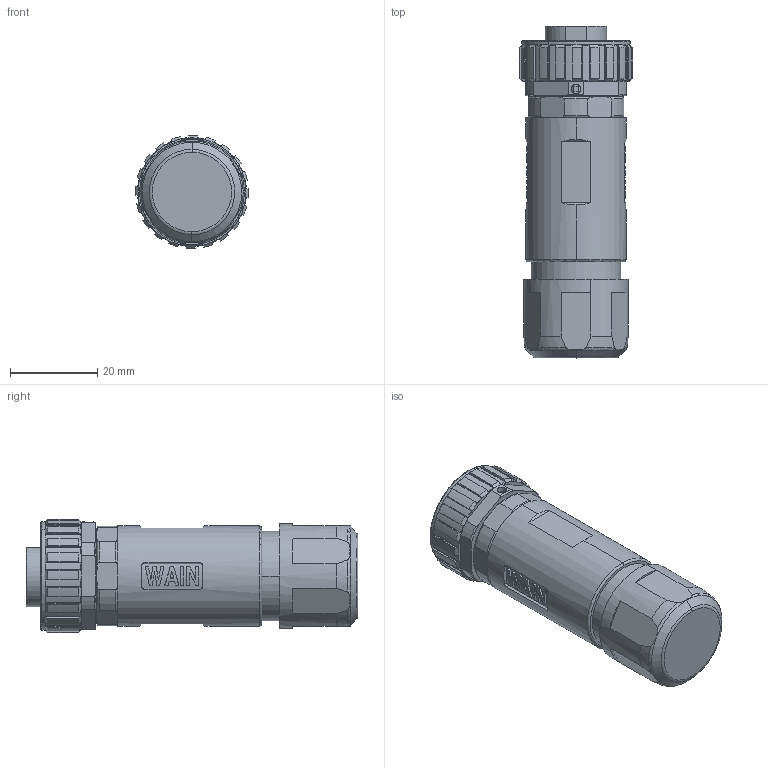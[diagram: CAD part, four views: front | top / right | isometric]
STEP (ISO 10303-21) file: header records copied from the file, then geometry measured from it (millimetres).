
FILE_DESCRIPTION((''),'2;1');
FILE_NAME('3D_1680044213002_7_8-F04-T-D12_','2020-12-08T',('tc.chen'),(''),'PRO/ENGINEER BY PARAMETRIC TECHNOLOGY CORPORATION, 2012480','PRO/ENGINEER BY PARAMETRIC TECHNOLOGY CORPORATION, 2012480','');
FILE_SCHEMA(('AUTOMOTIVE_DESIGN { 1 0 10303 214 1 1 1 1 }'));
Length unit declared in the file: millimetre
Products named in the file (1): 3D_1680044213002_7_8-F04-T-D12_
Bounding box: 26 x 76.15 x 26 mm (x, y, z)
Volume: 29895.7 mm3; surface area: 9098.9 mm2
Topology: 1 solids, 1 shells, 502 faces, 1397 edges, 929 vertices
Faces by surface type: cylinder 202, plane 191, bspline 45, torus 40, cone 23, extrusion 1
Entity records: 21285 total; most frequent: CARTESIAN_POINT 7820, ORIENTED_EDGE 2794, DIRECTION 2304, EDGE_CURVE 1397, VERTEX_POINT 929, AXIS2_PLACEMENT_3D 884, EDGE_LOOP 538, VECTOR 536
